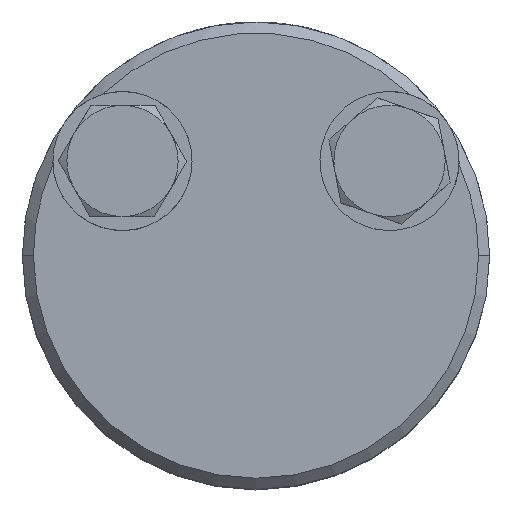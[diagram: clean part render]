
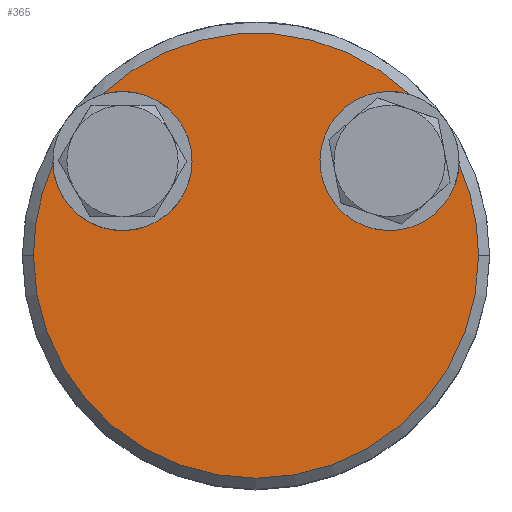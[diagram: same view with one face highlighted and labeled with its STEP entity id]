
A CAD part, top view. The second image highlights one B-rep face of the part: STEP entity #365.
In plain terms, the highlighted planar face has unit normal (0, 0, 1).
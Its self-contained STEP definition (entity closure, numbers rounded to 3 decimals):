
#19 = CIRCLE ( 'NONE', #6686, 6.25 ) ;
#223 = PLANE ( 'NONE',  #1783 ) ;
#240 = DIRECTION ( 'NONE',  ( 0., 0., 1. ) ) ;
#365 = ADVANCED_FACE ( 'NONE', ( #5069 ), #223, .F. ) ;
#448 = AXIS2_PLACEMENT_3D ( 'NONE', #5218, #1530, #3096 ) ;
#480 = EDGE_CURVE ( 'NONE', #5195, #1664, #1901, .T. ) ;
#503 = AXIS2_PLACEMENT_3D ( 'NONE', #6666, #3980, #753 ) ;
#604 = ORIENTED_EDGE ( 'NONE', *, *, #5313, .F. ) ;
#676 = DIRECTION ( 'NONE',  ( 0., 0., 1. ) ) ;
#704 = CARTESIAN_POINT ( 'NONE',  ( -18.243, 8.198, 19.5 ) ) ;
#753 = DIRECTION ( 'NONE',  ( -1., 0., 0. ) ) ;
#794 = CIRCLE ( 'NONE', #2508, 20. ) ;
#1022 = CIRCLE ( 'NONE', #4646, 6.25 ) ;
#1075 = CARTESIAN_POINT ( 'NONE',  ( -12., 8.5, 19.5 ) ) ;
#1109 = CIRCLE ( 'NONE', #4163, 6.25 ) ;
#1178 = EDGE_CURVE ( 'NONE', #3088, #2040, #1109, .T. ) ;
#1423 = DIRECTION ( 'NONE',  ( -1., 0., 0. ) ) ;
#1434 = DIRECTION ( 'NONE',  ( -1., 0., 0. ) ) ;
#1460 = DIRECTION ( 'NONE',  ( 0., 0., -1. ) ) ;
#1530 = DIRECTION ( 'NONE',  ( 0., 0., 1. ) ) ;
#1543 = DIRECTION ( 'NONE',  ( 1., 0., 0. ) ) ;
#1584 = CARTESIAN_POINT ( 'NONE',  ( 12., 8.5, 19.5 ) ) ;
#1664 = VERTEX_POINT ( 'NONE', #1814 ) ;
#1667 = AXIS2_PLACEMENT_3D ( 'NONE', #1584, #2617, #4772 ) ;
#1708 = AXIS2_PLACEMENT_3D ( 'NONE', #5213, #6296, #4215 ) ;
#1746 = EDGE_CURVE ( 'NONE', #2523, #5904, #3605, .T. ) ;
#1757 = CIRCLE ( 'NONE', #503, 20. ) ;
#1783 = AXIS2_PLACEMENT_3D ( 'NONE', #3061, #1460, #1423 ) ;
#1814 = CARTESIAN_POINT ( 'NONE',  ( 6.168, 10.748, 19.5 ) ) ;
#1901 = CIRCLE ( 'NONE', #1667, 6.25 ) ;
#2012 = VERTEX_POINT ( 'NONE', #5695 ) ;
#2040 = VERTEX_POINT ( 'NONE', #6922 ) ;
#2086 = ORIENTED_EDGE ( 'NONE', *, *, #5512, .T. ) ;
#2508 = AXIS2_PLACEMENT_3D ( 'NONE', #5122, #240, #1434 ) ;
#2523 = VERTEX_POINT ( 'NONE', #4325 ) ;
#2617 = DIRECTION ( 'NONE',  ( 0., 0., 1. ) ) ;
#2702 = AXIS2_PLACEMENT_3D ( 'NONE', #4227, #4765, #6878 ) ;
#2727 = VERTEX_POINT ( 'NONE', #4636 ) ;
#2769 = CARTESIAN_POINT ( 'NONE',  ( -12., 8.5, 19.5 ) ) ;
#3061 = CARTESIAN_POINT ( 'NONE',  ( 0., 0., 19.5 ) ) ;
#3069 = CARTESIAN_POINT ( 'NONE',  ( -13.786, 14.489, 19.5 ) ) ;
#3088 = VERTEX_POINT ( 'NONE', #704 ) ;
#3096 = DIRECTION ( 'NONE',  ( -1., 0., 0. ) ) ;
#3208 = DIRECTION ( 'NONE',  ( 0., 0., 1. ) ) ;
#3304 = ORIENTED_EDGE ( 'NONE', *, *, #1178, .F. ) ;
#3443 = EDGE_LOOP ( 'NONE', ( #3304, #5396, #5728, #2086, #4533, #604, #3729, #3600, #5565 ) ) ;
#3503 = CIRCLE ( 'NONE', #448, 20. ) ;
#3600 = ORIENTED_EDGE ( 'NONE', *, *, #3664, .T. ) ;
#3605 = CIRCLE ( 'NONE', #2702, 6.25 ) ;
#3664 = EDGE_CURVE ( 'NONE', #5195, #5635, #3503, .T. ) ;
#3666 = CARTESIAN_POINT ( 'NONE',  ( 12., 8.5, 19.5 ) ) ;
#3729 = ORIENTED_EDGE ( 'NONE', *, *, #480, .F. ) ;
#3980 = DIRECTION ( 'NONE',  ( 0., 0., 1. ) ) ;
#4026 = EDGE_CURVE ( 'NONE', #2727, #2012, #794, .T. ) ;
#4163 = AXIS2_PLACEMENT_3D ( 'NONE', #2769, #676, #4927 ) ;
#4215 = DIRECTION ( 'NONE',  ( -1., 0., 0. ) ) ;
#4227 = CARTESIAN_POINT ( 'NONE',  ( 12., 8.5, 19.5 ) ) ;
#4325 = CARTESIAN_POINT ( 'NONE',  ( 17.832, 6.252, 19.5 ) ) ;
#4438 = EDGE_CURVE ( 'NONE', #3088, #2727, #4761, .T. ) ;
#4533 = ORIENTED_EDGE ( 'NONE', *, *, #1746, .F. ) ;
#4636 = CARTESIAN_POINT ( 'NONE',  ( -20., 0., 19.5 ) ) ;
#4646 = AXIS2_PLACEMENT_3D ( 'NONE', #1075, #5856, #1543 ) ;
#4761 = CIRCLE ( 'NONE', #1708, 20. ) ;
#4765 = DIRECTION ( 'NONE',  ( 0., 0., 1. ) ) ;
#4772 = DIRECTION ( 'NONE',  ( 0.933, -0.36, 0. ) ) ;
#4927 = DIRECTION ( 'NONE',  ( 1., 0., 0. ) ) ;
#5069 = FACE_OUTER_BOUND ( 'NONE', #3443, .T. ) ;
#5122 = CARTESIAN_POINT ( 'NONE',  ( 0., 0., 19.5 ) ) ;
#5155 = CARTESIAN_POINT ( 'NONE',  ( 13.786, 14.489, 19.5 ) ) ;
#5195 = VERTEX_POINT ( 'NONE', #5155 ) ;
#5213 = CARTESIAN_POINT ( 'NONE',  ( 0., 0., 19.5 ) ) ;
#5218 = CARTESIAN_POINT ( 'NONE',  ( 0., 0., 19.5 ) ) ;
#5313 = EDGE_CURVE ( 'NONE', #1664, #2523, #19, .T. ) ;
#5396 = ORIENTED_EDGE ( 'NONE', *, *, #4438, .T. ) ;
#5512 = EDGE_CURVE ( 'NONE', #2012, #5904, #1757, .T. ) ;
#5565 = ORIENTED_EDGE ( 'NONE', *, *, #6496, .F. ) ;
#5635 = VERTEX_POINT ( 'NONE', #3069 ) ;
#5695 = CARTESIAN_POINT ( 'NONE',  ( 20., 0., 19.5 ) ) ;
#5728 = ORIENTED_EDGE ( 'NONE', *, *, #4026, .T. ) ;
#5855 = DIRECTION ( 'NONE',  ( 0.933, -0.36, 0. ) ) ;
#5856 = DIRECTION ( 'NONE',  ( 0., 0., 1. ) ) ;
#5904 = VERTEX_POINT ( 'NONE', #6656 ) ;
#6296 = DIRECTION ( 'NONE',  ( 0., 0., 1. ) ) ;
#6496 = EDGE_CURVE ( 'NONE', #2040, #5635, #1022, .T. ) ;
#6656 = CARTESIAN_POINT ( 'NONE',  ( 18.243, 8.198, 19.5 ) ) ;
#6666 = CARTESIAN_POINT ( 'NONE',  ( 0., 0., 19.5 ) ) ;
#6686 = AXIS2_PLACEMENT_3D ( 'NONE', #3666, #3208, #5855 ) ;
#6878 = DIRECTION ( 'NONE',  ( 0.933, -0.36, 0. ) ) ;
#6922 = CARTESIAN_POINT ( 'NONE',  ( -5.75, 8.5, 19.5 ) ) ;
